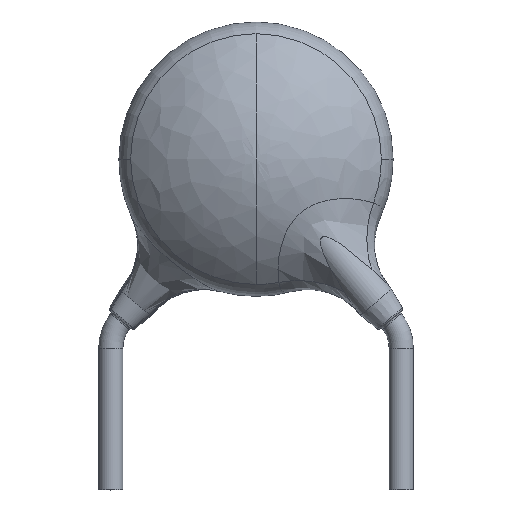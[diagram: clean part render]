
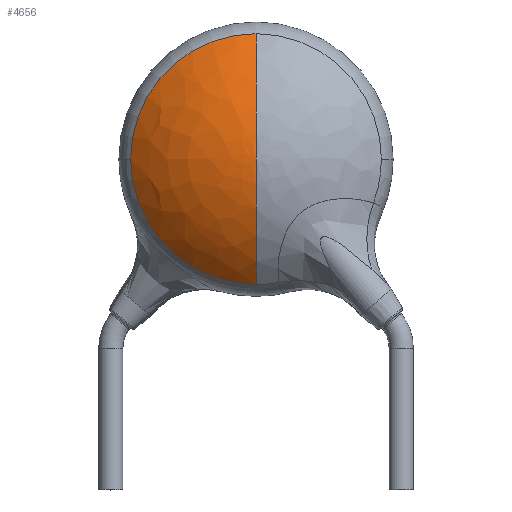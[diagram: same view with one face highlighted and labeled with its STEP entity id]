
A CAD part, top view. The second image highlights one B-rep face of the part: STEP entity #4656.
In plain terms, the highlighted free-form (B-spline) face has degree [3, 3] with [4, 4] control points.
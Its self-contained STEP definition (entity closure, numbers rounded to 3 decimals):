
#46 = EDGE_CURVE ( 'NONE', #4155, #3348, #4179, .T. ) ;
#204 = EDGE_CURVE ( 'NONE', #3426, #4155, #4261, .T. ) ;
#314 = CARTESIAN_POINT ( 'NONE',  ( -4.602, 7.001, 1.588 ) ) ;
#343 = CARTESIAN_POINT ( 'NONE',  ( 0., 2.399, 1.588 ) ) ;
#389 = AXIS2_PLACEMENT_3D ( 'NONE', #1098, #3915, #1970 ) ;
#588 = CARTESIAN_POINT ( 'NONE',  ( -3.108, 4.7, 0.778 ) ) ;
#619 = CARTESIAN_POINT ( 'NONE',  ( 0., 1.592, 0.778 ) ) ;
#765 = EDGE_CURVE ( 'NONE', #3348, #1354, #4644, .T. ) ;
#869 = CARTESIAN_POINT ( 'NONE',  ( 0., 3.483, 2.066 ) ) ;
#885 = ORIENTED_EDGE ( 'NONE', *, *, #46, .T. ) ;
#955 =( BOUNDED_SURFACE ( )  B_SPLINE_SURFACE ( 3, 3, ( 
 ( #5072, #4961, #3446, #619 ),
 ( #1435, #314, #2321, #343 ),
 ( #4615, #3005, #1886, #2296 ),
 ( #4563, #4187, #3858, #4593 ) ),
 .UNSPECIFIED., .F., .F., .F. ) 
 B_SPLINE_SURFACE_WITH_KNOTS ( ( 4, 4 ),
 ( 4, 4 ),
 ( 0., 0.889 ),
 ( 0., 1. ),
 .UNSPECIFIED. ) 
 GEOMETRIC_REPRESENTATION_ITEM ( )  RATIONAL_B_SPLINE_SURFACE ( (
 ( 1., 0.333, 0.333, 1.),
 ( 1., 0.333, 0.333, 1.),
 ( 1., 0.333, 0.333, 1.),
 ( 1., 0.333, 0.333, 1.) ) ) 
 REPRESENTATION_ITEM ( '' )  SURFACE ( )  );
#1003 = EDGE_CURVE ( 'NONE', #3426, #1354, #1589, .T. ) ;
#1038 = FACE_OUTER_BOUND ( 'NONE', #2638, .T. ) ;
#1098 = CARTESIAN_POINT ( 'NONE',  ( 0., 4.7, 0.778 ) ) ;
#1354 = VERTEX_POINT ( 'NONE', #3937 ) ;
#1435 = CARTESIAN_POINT ( 'NONE',  ( 0., 7.001, 1.588 ) ) ;
#1589 = B_SPLINE_CURVE_WITH_KNOTS ( 'NONE', 3,
 ( #4708, #2378, #2003, #3561 ),
 .UNSPECIFIED., .F., .F.,
 ( 4, 4 ),
 ( 0., 0.889 ),
 .UNSPECIFIED. ) ;
#1721 = DIRECTION ( 'NONE',  ( 0., 0., 1. ) ) ;
#1886 = CARTESIAN_POINT ( 'NONE',  ( -2.433, 3.483, 2.066 ) ) ;
#1970 = DIRECTION ( 'NONE',  ( 1., 0., 0. ) ) ;
#2003 = CARTESIAN_POINT ( 'NONE',  ( 0., 5.917, 2.066 ) ) ;
#2296 = CARTESIAN_POINT ( 'NONE',  ( 0., 3.483, 2.066 ) ) ;
#2321 = CARTESIAN_POINT ( 'NONE',  ( -4.602, 2.399, 1.588 ) ) ;
#2378 = CARTESIAN_POINT ( 'NONE',  ( 0., 7.001, 1.588 ) ) ;
#2394 = CARTESIAN_POINT ( 'NONE',  ( 0., 7.808, 0.778 ) ) ;
#2638 = EDGE_LOOP ( 'NONE', ( #885, #4813, #3224, #4338 ) ) ;
#3005 = CARTESIAN_POINT ( 'NONE',  ( -2.433, 5.917, 2.066 ) ) ;
#3224 = ORIENTED_EDGE ( 'NONE', *, *, #1003, .F. ) ;
#3348 = VERTEX_POINT ( 'NONE', #4151 ) ;
#3426 = VERTEX_POINT ( 'NONE', #2394 ) ;
#3446 = CARTESIAN_POINT ( 'NONE',  ( -6.217, 1.592, 0.778 ) ) ;
#3561 = CARTESIAN_POINT ( 'NONE',  ( 0., 4.7, 2.1 ) ) ;
#3858 = CARTESIAN_POINT ( 'NONE',  ( 0., 4.7, 2.1 ) ) ;
#3861 = AXIS2_PLACEMENT_3D ( 'NONE', #4831, #1721, #4386 ) ;
#3915 = DIRECTION ( 'NONE',  ( 0., 0., 1. ) ) ;
#3937 = CARTESIAN_POINT ( 'NONE',  ( 0., 4.7, 2.1 ) ) ;
#3977 = CARTESIAN_POINT ( 'NONE',  ( 0., 1.592, 0.778 ) ) ;
#4023 = CARTESIAN_POINT ( 'NONE',  ( 0., 4.7, 2.1 ) ) ;
#4151 = CARTESIAN_POINT ( 'NONE',  ( 0., 1.592, 0.778 ) ) ;
#4155 = VERTEX_POINT ( 'NONE', #588 ) ;
#4179 = CIRCLE ( 'NONE', #389, 3.108 ) ;
#4187 = CARTESIAN_POINT ( 'NONE',  ( 0., 4.7, 2.1 ) ) ;
#4261 = CIRCLE ( 'NONE', #3861, 3.108 ) ;
#4338 = ORIENTED_EDGE ( 'NONE', *, *, #204, .T. ) ;
#4346 = CARTESIAN_POINT ( 'NONE',  ( 0., 2.399, 1.588 ) ) ;
#4386 = DIRECTION ( 'NONE',  ( 1., 0., 0. ) ) ;
#4563 = CARTESIAN_POINT ( 'NONE',  ( 0., 4.7, 2.1 ) ) ;
#4593 = CARTESIAN_POINT ( 'NONE',  ( 0., 4.7, 2.1 ) ) ;
#4615 = CARTESIAN_POINT ( 'NONE',  ( 0., 5.917, 2.066 ) ) ;
#4644 = B_SPLINE_CURVE_WITH_KNOTS ( 'NONE', 3,
 ( #3977, #4346, #869, #4023 ),
 .UNSPECIFIED., .F., .F.,
 ( 4, 4 ),
 ( 0., 0.889 ),
 .UNSPECIFIED. ) ;
#4656 = ADVANCED_FACE ( 'NONE', ( #1038 ), #955, .F. ) ;
#4708 = CARTESIAN_POINT ( 'NONE',  ( 0., 7.808, 0.778 ) ) ;
#4813 = ORIENTED_EDGE ( 'NONE', *, *, #765, .T. ) ;
#4831 = CARTESIAN_POINT ( 'NONE',  ( 0., 4.7, 0.778 ) ) ;
#4961 = CARTESIAN_POINT ( 'NONE',  ( -6.217, 7.808, 0.778 ) ) ;
#5072 = CARTESIAN_POINT ( 'NONE',  ( 0., 7.808, 0.778 ) ) ;
